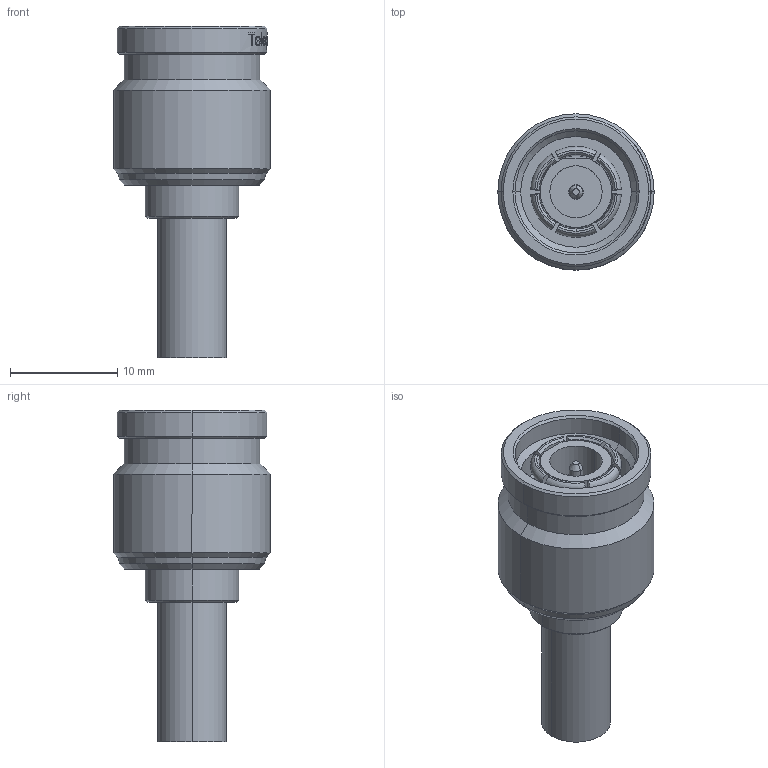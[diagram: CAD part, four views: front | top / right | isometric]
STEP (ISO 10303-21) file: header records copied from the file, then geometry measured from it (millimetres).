
FILE_DESCRIPTION (( 'STEP AP214' ), '1' );
FILE_NAME ('J01010F2255.STEP', '2013-04-22T09:17:36', ( 'Wartung1' ), ( '' ), 'SwSTEP 2.0', 'SolidWorks 2012', '' );
FILE_SCHEMA (( 'AUTOMOTIVE_DESIGN' ));
Length unit declared in the file: millimetre
Products named in the file (1): J01010F2255
Bounding box: 14.6 x 14.6 x 30.95 mm (x, y, z)
Volume: 2375.8 mm3; surface area: 2014.4 mm2
Topology: 1 solids, 1 shells, 276 faces, 691 edges, 449 vertices
Faces by surface type: plane 94, bspline 78, cylinder 61, cone 37, torus 6
Entity records: 14082 total; most frequent: CARTESIAN_POINT 4986, ORIENTED_EDGE 1382, DIRECTION 1042, EDGE_CURVE 691, VERTEX_POINT 449, AXIS2_PLACEMENT_3D 364, LINE 314, VECTOR 314
